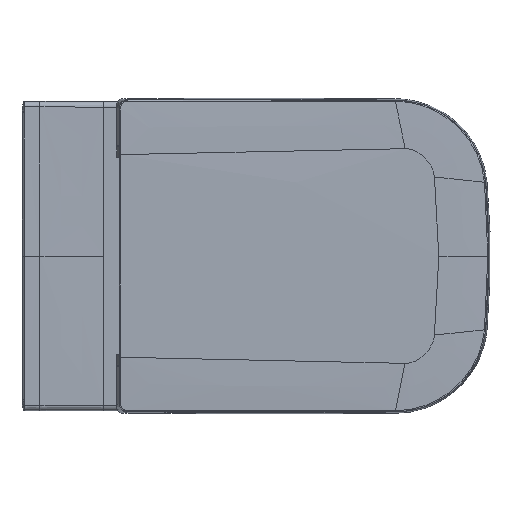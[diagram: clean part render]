
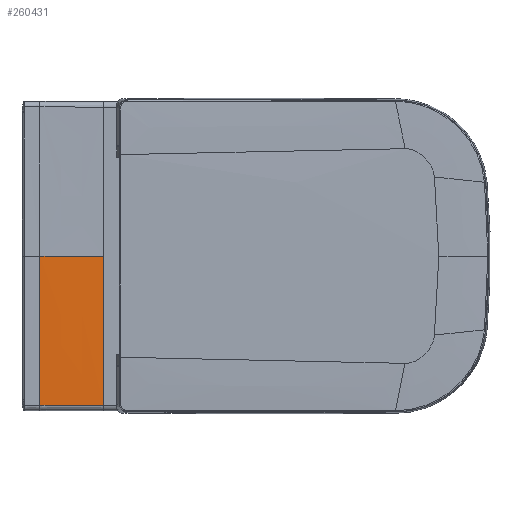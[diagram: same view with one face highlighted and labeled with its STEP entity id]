
A CAD part, top view. The second image highlights one B-rep face of the part: STEP entity #260431.
In plain terms, the highlighted free-form (B-spline) face has degree [5, 3] with [6, 4] control points.
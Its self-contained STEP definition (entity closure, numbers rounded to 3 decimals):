
#103543=CARTESIAN_POINT('',(22.062,0.,1.559));
#103544=VERTEX_POINT('',#103543);
#112266=CARTESIAN_POINT('',(100.0,0.,0.));
#112267=VERTEX_POINT('',#112266);
#112268=CARTESIAN_POINT('',(22.062,0.,1.559));
#112269=CARTESIAN_POINT('',(48.04,0.,1.039));
#112270=CARTESIAN_POINT('',(74.017,0.,0.));
#112271=CARTESIAN_POINT('',(100.,0.,0.));
#112272=B_SPLINE_CURVE_WITH_KNOTS('',3,(#112268,#112269,#112270,#112271),.UNSPECIFIED.,.F.,.U.,(4,4),(0.0,134.993),.UNSPECIFIED.);
#112273=EDGE_CURVE('',#103544,#112267,#112272,.T.);
#248939=CARTESIAN_POINT('',(22.062,-183.111,0.111));
#248940=VERTEX_POINT('',#248939);
#249858=CARTESIAN_POINT('',(22.062,-183.111,0.111));
#249859=CARTESIAN_POINT('',(22.062,-122.082,1.076));
#249860=CARTESIAN_POINT('',(22.062,-61.042,1.559));
#249861=CARTESIAN_POINT('',(22.062,0.,1.559));
#249862=B_SPLINE_CURVE_WITH_KNOTS('',3,(#249858,#249859,#249860,#249861),.UNSPECIFIED.,.F.,.U.,(4,4),(6.89,190.),.UNSPECIFIED.);
#249863=EDGE_CURVE('',#248940,#103544,#249862,.T.);
#257420=CARTESIAN_POINT('',(100.,-183.,0.));
#257421=VERTEX_POINT('',#257420);
#257429=CARTESIAN_POINT('',(100.,-183.,0.));
#257430=CARTESIAN_POINT('',(99.098,-183.,0.));
#257431=CARTESIAN_POINT('',(98.194,-183.,0.));
#257432=CARTESIAN_POINT('',(97.281,-183.,0.));
#257433=CARTESIAN_POINT('',(83.778,-183.003,0.004));
#257434=CARTESIAN_POINT('',(70.275,-183.022,0.022));
#257435=CARTESIAN_POINT('',(57.698,-183.046,0.047));
#257436=CARTESIAN_POINT('',(43.076,-183.077,0.077));
#257437=CARTESIAN_POINT('',(28.453,-183.101,0.101));
#257438=CARTESIAN_POINT('',(26.152,-183.105,0.105));
#257439=CARTESIAN_POINT('',(24.107,-183.108,0.108));
#257440=CARTESIAN_POINT('',(22.062,-183.111,0.111));
#257441=B_SPLINE_CURVE_WITH_KNOTS('',5,(#257429,#257430,#257431,#257432,#257433,#257434,#257435,#257436,#257437,#257438,#257439,#257440),.UNSPECIFIED.,.F.,.U.,(6,3,3,6),(93.84,101.867,210.792,228.5),.UNSPECIFIED.);
#257442=EDGE_CURVE('',#248940,#257421,#257441,.F.);
#260395=CARTESIAN_POINT('',(22.062,-183.111,0.111));
#260396=CARTESIAN_POINT('',(22.062,-146.493,0.69));
#260397=CARTESIAN_POINT('',(22.062,-109.874,1.124));
#260398=CARTESIAN_POINT('',(22.062,-73.25,1.414));
#260399=CARTESIAN_POINT('',(22.062,-36.625,1.559));
#260400=CARTESIAN_POINT('',(22.062,0.,1.559));
#260401=CARTESIAN_POINT('',(48.041,-183.11,0.074));
#260402=CARTESIAN_POINT('',(48.041,-146.491,0.46));
#260403=CARTESIAN_POINT('',(48.041,-109.871,0.75));
#260404=CARTESIAN_POINT('',(48.041,-73.248,0.943));
#260405=CARTESIAN_POINT('',(48.041,-36.624,1.039));
#260406=CARTESIAN_POINT('',(48.041,0.,1.039));
#260407=CARTESIAN_POINT('',(74.021,-183.11,0.));
#260408=CARTESIAN_POINT('',(74.02,-146.489,0.));
#260409=CARTESIAN_POINT('',(74.018,-109.868,0.));
#260410=CARTESIAN_POINT('',(74.016,-73.246,0.));
#260411=CARTESIAN_POINT('',(74.015,-36.623,0.));
#260412=CARTESIAN_POINT('',(74.015,0.,0.));
#260413=CARTESIAN_POINT('',(100.,-183.11,0.));
#260414=CARTESIAN_POINT('',(100.,-146.487,0.));
#260415=CARTESIAN_POINT('',(100.,-109.866,0.));
#260416=CARTESIAN_POINT('',(100.,-73.244,0.));
#260417=CARTESIAN_POINT('',(100.,-36.622,0.));
#260418=CARTESIAN_POINT('',(100.,0.,0.));
#260419=B_SPLINE_SURFACE_WITH_KNOTS('',5,3,((#260395,#260401,#260407,#260413),(#260396,#260402,#260408,#260414),(#260397,#260403,#260409,#260415),(#260398,#260404,#260410,#260416),(#260399,#260405,#260411,#260417),(#260400,#260406,#260412,#260418)),.UNSPECIFIED.,.F.,.F.,.U.,(6,6),(4,4),(6.89,190.),(41.216,151.437),.UNSPECIFIED.);
#260420=ORIENTED_EDGE('',*,*,#257442,.T.);
#260421=CARTESIAN_POINT('',(100.,-183.,0.));
#260422=DIRECTION('',(0.,1.0,0.));
#260423=VECTOR('',#260422,183.);
#260424=LINE('',#260421,#260423);
#260425=EDGE_CURVE('',#257421,#112267,#260424,.T.);
#260426=ORIENTED_EDGE('',*,*,#260425,.T.);
#260427=ORIENTED_EDGE('',*,*,#112273,.F.);
#260428=ORIENTED_EDGE('',*,*,#249863,.F.);
#260429=EDGE_LOOP('',(#260420,#260426,#260427,#260428));
#260430=FACE_OUTER_BOUND('',#260429,.T.);
#260431=ADVANCED_FACE('',(#260430),#260419,.F.);
